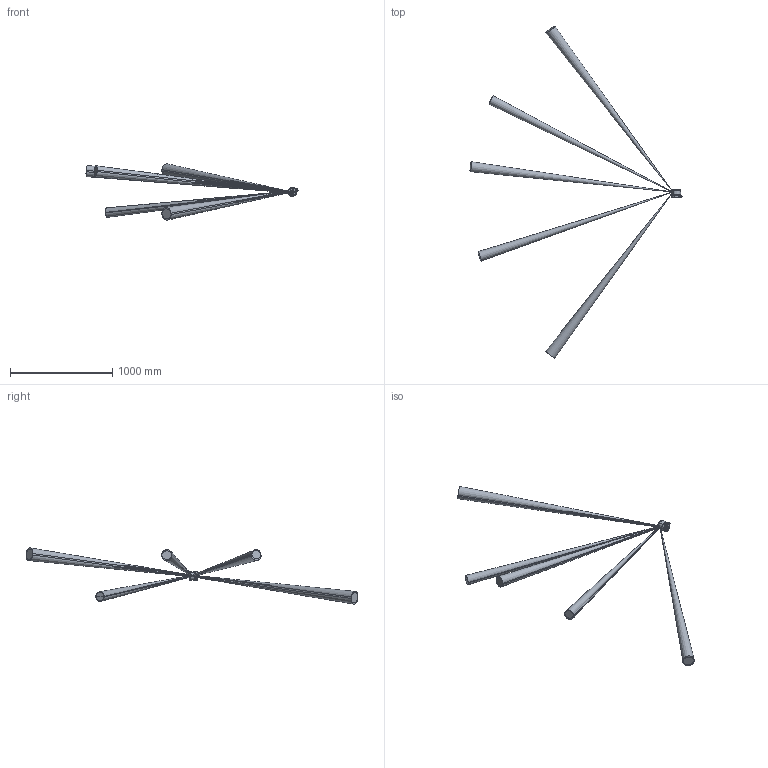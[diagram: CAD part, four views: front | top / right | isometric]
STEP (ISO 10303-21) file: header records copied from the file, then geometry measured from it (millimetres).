
FILE_DESCRIPTION (( 'STEP AP214' ), '1' );
FILE_NAME ('QT128¹âÂ· - Rosenberger.STEP', '2021-11-23T02:35:23', ( '' ), ( '' ), 'SwSTEP 2.0', 'SolidWorks 2019', '' );
FILE_SCHEMA (( 'AUTOMOTIVE_DESIGN' ));
Length unit declared in the file: millimetre
Products named in the file (9): 窪伎驗ぽ階裔; QT128______________^QT128嫖繚 - Rosenberger(2)_QT128嫖繚 - Rosenberger; 25085490-QT128嫖欶-V2.0A0; 20220058-ﾄﾍﾂ萍ｮﾗﾖﾅﾌﾍｷﾂﾝｶ､-M2｡ﾁ6; 210000722; Rosenberger - mps113-400xx-z_210201_LV_info; QT128嫖繚 - Rosenberger(2)^QT128嫖繚 - Rosenberger; 窪伎驗ぽ俋夤; QT128嫖繚 - Rosenberger
Assembly tree (11 placements, depth 3):
  QT128嫖繚 - Rosenberger
    QT128嫖繚 - Rosenberger(2)^QT128嫖繚 - Rosenberger
      QT128______________^QT128嫖繚 - Rosenberger(2)_QT128嫖繚 - Rosenberger
    窪伎驗ぽ俋夤
      210000722
      窪伎驗ぽ階裔
      25085490-QT128嫖欶-V2.0A0
      Rosenberger - mps113-400xx-z_210201_LV_info
      20220058-ﾄﾍﾂ萍ｮﾗﾖﾅﾌﾍｷﾂﾝｶ､-M2｡ﾁ6  x4
Bounding box: 2073.72 x 3246.71 x 550.84 mm (x, y, z)
Volume: 54191613.1 mm3; surface area: 3351026.2 mm2
Topology: 22 solids, 22 shells, 1906 faces, 4930 edges, 3097 vertices
Faces by surface type: plane 869, cylinder 643, cone 118, bspline 114, torus 107, sphere 55
Entity records: 71164 total; most frequent: CARTESIAN_POINT 14917, ORIENTED_EDGE 9310, DIRECTION 9164, EDGE_CURVE 4655, AXIS2_PLACEMENT_3D 3224, VERTEX_POINT 2961, LINE 2716, VECTOR 2716
